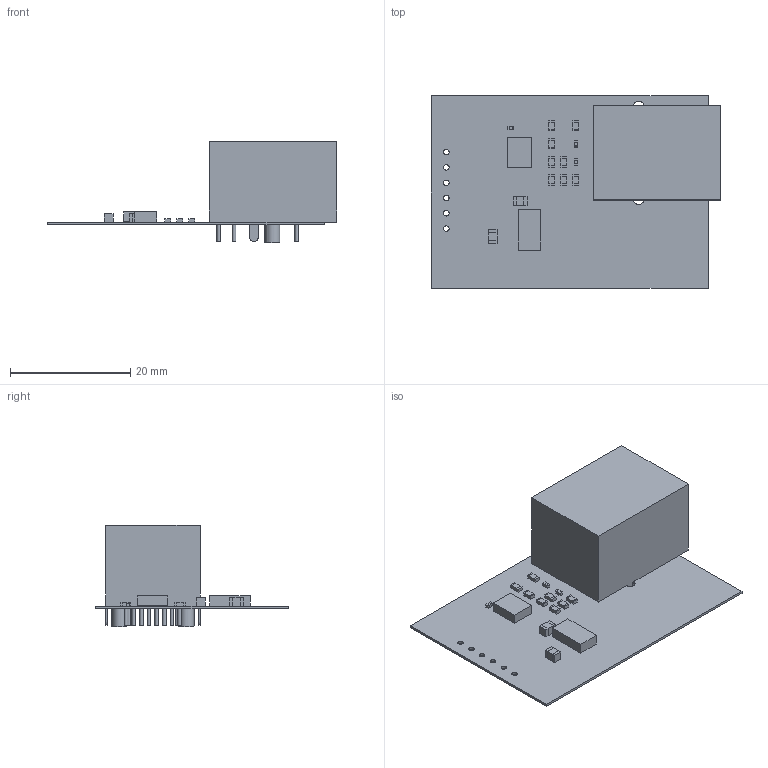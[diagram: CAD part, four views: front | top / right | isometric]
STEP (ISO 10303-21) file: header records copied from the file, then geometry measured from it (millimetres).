
FILE_DESCRIPTION(('Open CASCADE Model'),'2;1');
FILE_NAME('Open CASCADE Shape Model','2020-04-14T21:22:11',('Author'),( 'Open CASCADE'),'Open CASCADE STEP processor 6.8','Open CASCADE 6.8' ,'Unknown');
FILE_SCHEMA(('AUTOMOTIVE_DESIGN { 1 0 10303 214 1 1 1 1 }'));
Length unit declared in the file: millimetre
Products named in the file (42): PCB; Board; Open CASCADE STEP translator 6.8 3.1.1; R7; 6660519184; Extruded; 6660517104; R6; R4; C4; 6687841536; 6437560992; R8; R5; R3; C5; U2; 6672839872; C3; 6672831792; 6672828592; C2; 6672834432; 6672840992; C1; 6437555632; J1; 59??8P8C???_RJ45??_???_??_?21.5mm_RJ45????_v2; R1; R2; U1; 6672840032
Assembly tree (71 placements, depth 4):
  PCB
    Board
      Open CASCADE STEP translator 6.8 3.1.1
    R7
      6660519184  x2
        Extruded
      6660517104
        Extruded
    R6
      6660519184  x2
        Extruded
      6660517104
        Extruded
    R4
      6660519184  x2
        Extruded
      6660517104
        Extruded
    C4
      6687841536  x2
        Extruded
      6437560992
        Extruded
    R8
      6660519184  x2
        Extruded
      6660517104
        Extruded
    R5
      6660519184  x2
        Extruded
      6660517104
        Extruded
    R3
      6660519184  x2
        Extruded
      6660517104
        Extruded
    C5
      6687841536  x2
        Extruded
      6437560992
        Extruded
    U2
      6672839872
        Extruded
    C3
      6672831792
        Extruded
      6672828592  x2
        Extruded
    C2
      6672834432
        Extruded
      6672840992  x2
        Extruded
    C1
      6437555632  x2
        Extruded
      6437560992
Bounding box: 48.08 x 32 x 16.8 mm (x, y, z)
Volume: 3104 mm3; surface area: 5895.3 mm2
Topology: 47 solids, 47 shells, 357 faces, 744 edges, 496 vertices
Faces by surface type: plane 317, cylinder 40
Full cylindrical faces by diameter (mm): 0.6 x12, 0.9 x6, 1.1 x12, 1.7 x2, 2.5 x2, 3.2 x2
Entity records: 6007 total; most frequent: DIRECTION 962, CARTESIAN_POINT 889, ORIENTED_EDGE 768, EDGE_CURVE 384, AXIS2_PLACEMENT_3D 329, LINE 304, VECTOR 304, VERTEX_POINT 256
